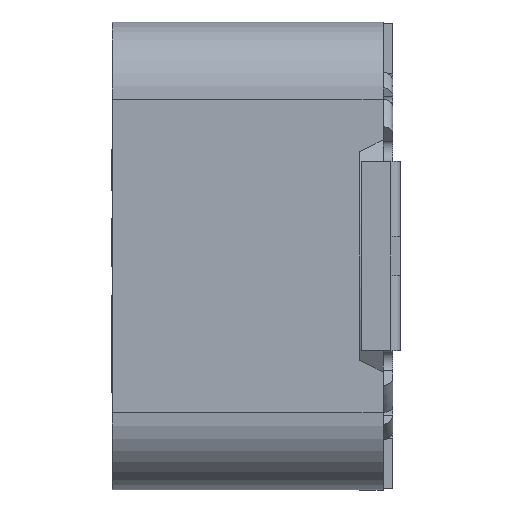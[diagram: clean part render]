
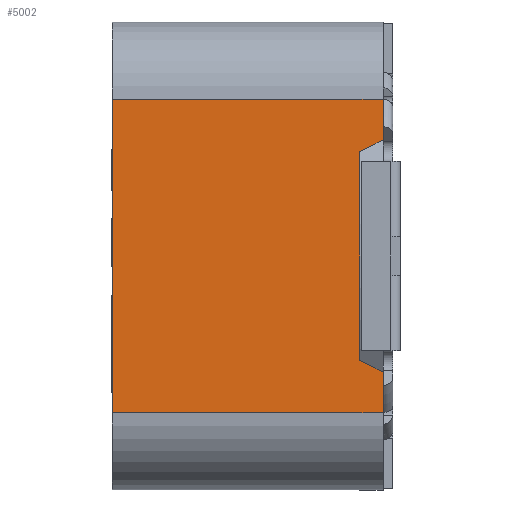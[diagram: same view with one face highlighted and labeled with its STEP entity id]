
A CAD part, left-side view. The second image highlights one B-rep face of the part: STEP entity #5002.
In plain terms, the highlighted planar face has unit normal (-1, 0, 0).
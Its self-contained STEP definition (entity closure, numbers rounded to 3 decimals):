
#679 = EDGE_CURVE ( 'NONE', #9654, #2125, #1767, .T. ) ;
#834 = CARTESIAN_POINT ( 'NONE',  ( -6.05, 0., -4.05 ) ) ;
#927 = ORIENTED_EDGE ( 'NONE', *, *, #6405, .F. ) ;
#1077 = VERTEX_POINT ( 'NONE', #19188 ) ;
#1497 = VECTOR ( 'NONE', #18320, 1000. ) ;
#1767 = LINE ( 'NONE', #20352, #2444 ) ;
#1860 = LINE ( 'NONE', #20455, #1497 ) ;
#1958 = CARTESIAN_POINT ( 'NONE',  ( -6.05, 0., -4.05 ) ) ;
#2125 = VERTEX_POINT ( 'NONE', #18750 ) ;
#2444 = VECTOR ( 'NONE', #18218, 1000. ) ;
#2643 = VECTOR ( 'NONE', #9151, 1000. ) ;
#3768 = EDGE_CURVE ( 'NONE', #13654, #15926, #1860, .T. ) ;
#4082 = LINE ( 'NONE', #1958, #20074 ) ;
#4754 = DIRECTION ( 'NONE',  ( 0., -1., 0. ) ) ;
#5002 = ADVANCED_FACE ( 'NONE', ( #8734 ), #14725, .F. ) ;
#5386 = VECTOR ( 'NONE', #5494, 1000. ) ;
#5415 = LINE ( 'NONE', #11283, #2643 ) ;
#5494 = DIRECTION ( 'NONE',  ( 0., 0., 1. ) ) ;
#6405 = EDGE_CURVE ( 'NONE', #14177, #12696, #18624, .T. ) ;
#6881 = CARTESIAN_POINT ( 'NONE',  ( -6.05, 7., 4.05 ) ) ;
#6934 = CARTESIAN_POINT ( 'NONE',  ( -6.05, 0., 3. ) ) ;
#7373 = ORIENTED_EDGE ( 'NONE', *, *, #16568, .T. ) ;
#7607 = CARTESIAN_POINT ( 'NONE',  ( -6.05, 7., -4.05 ) ) ;
#7651 = CARTESIAN_POINT ( 'NONE',  ( -6.05, 0., 4.05 ) ) ;
#7878 = VECTOR ( 'NONE', #19405, 1000. ) ;
#8029 = CARTESIAN_POINT ( 'NONE',  ( -6.05, 0.6, -2.7 ) ) ;
#8072 = ORIENTED_EDGE ( 'NONE', *, *, #14019, .T. ) ;
#8386 = DIRECTION ( 'NONE',  ( 0., 0., -1. ) ) ;
#8734 = FACE_OUTER_BOUND ( 'NONE', #19890, .T. ) ;
#8976 = LINE ( 'NONE', #6881, #13601 ) ;
#9151 = DIRECTION ( 'NONE',  ( 0., 0., -1. ) ) ;
#9654 = VERTEX_POINT ( 'NONE', #8029 ) ;
#9805 = AXIS2_PLACEMENT_3D ( 'NONE', #12611, #10518, #8386 ) ;
#9973 = EDGE_CURVE ( 'NONE', #1077, #18517, #8976, .T. ) ;
#10014 = CARTESIAN_POINT ( 'NONE',  ( -6.05, 0.6, 2.7 ) ) ;
#10350 = CARTESIAN_POINT ( 'NONE',  ( -6.05, 0., -4.05 ) ) ;
#10518 = DIRECTION ( 'NONE',  ( 1., 0., 0. ) ) ;
#11283 = CARTESIAN_POINT ( 'NONE',  ( -6.05, 0.6, 2.7 ) ) ;
#11844 = LINE ( 'NONE', #7607, #5386 ) ;
#11895 = ORIENTED_EDGE ( 'NONE', *, *, #679, .F. ) ;
#12540 = ORIENTED_EDGE ( 'NONE', *, *, #17625, .F. ) ;
#12611 = CARTESIAN_POINT ( 'NONE',  ( -6.05, 7., -4.05 ) ) ;
#12696 = VERTEX_POINT ( 'NONE', #10014 ) ;
#12910 = CARTESIAN_POINT ( 'NONE',  ( -6.05, 7., -4.05 ) ) ;
#13512 = LINE ( 'NONE', #834, #7878 ) ;
#13601 = VECTOR ( 'NONE', #4754, 1000. ) ;
#13654 = VERTEX_POINT ( 'NONE', #12910 ) ;
#14019 = EDGE_CURVE ( 'NONE', #15926, #2125, #13512, .T. ) ;
#14177 = VERTEX_POINT ( 'NONE', #6934 ) ;
#14258 = ORIENTED_EDGE ( 'NONE', *, *, #9973, .F. ) ;
#14341 = DIRECTION ( 'NONE',  ( 0., 0.894, -0.447 ) ) ;
#14553 = ORIENTED_EDGE ( 'NONE', *, *, #3768, .T. ) ;
#14725 = PLANE ( 'NONE',  #9805 ) ;
#15926 = VERTEX_POINT ( 'NONE', #10350 ) ;
#16482 = CARTESIAN_POINT ( 'NONE',  ( -6.05, 0.6, 2.7 ) ) ;
#16568 = EDGE_CURVE ( 'NONE', #14177, #18517, #4082, .T. ) ;
#17365 = ORIENTED_EDGE ( 'NONE', *, *, #19982, .F. ) ;
#17625 = EDGE_CURVE ( 'NONE', #13654, #1077, #11844, .T. ) ;
#18218 = DIRECTION ( 'NONE',  ( 0., -0.894, -0.447 ) ) ;
#18320 = DIRECTION ( 'NONE',  ( 0., -1., 0. ) ) ;
#18517 = VERTEX_POINT ( 'NONE', #7651 ) ;
#18624 = LINE ( 'NONE', #16482, #19446 ) ;
#18750 = CARTESIAN_POINT ( 'NONE',  ( -6.05, 0., -3. ) ) ;
#19188 = CARTESIAN_POINT ( 'NONE',  ( -6.05, 7., 4.05 ) ) ;
#19405 = DIRECTION ( 'NONE',  ( 0., 0., 1. ) ) ;
#19446 = VECTOR ( 'NONE', #14341, 1000. ) ;
#19890 = EDGE_LOOP ( 'NONE', ( #8072, #11895, #17365, #927, #7373, #14258, #12540, #14553 ) ) ;
#19982 = EDGE_CURVE ( 'NONE', #12696, #9654, #5415, .T. ) ;
#20074 = VECTOR ( 'NONE', #20553, 1000. ) ;
#20352 = CARTESIAN_POINT ( 'NONE',  ( -6.05, 0.6, -2.7 ) ) ;
#20455 = CARTESIAN_POINT ( 'NONE',  ( -6.05, 7., -4.05 ) ) ;
#20553 = DIRECTION ( 'NONE',  ( 0., 0., 1. ) ) ;
